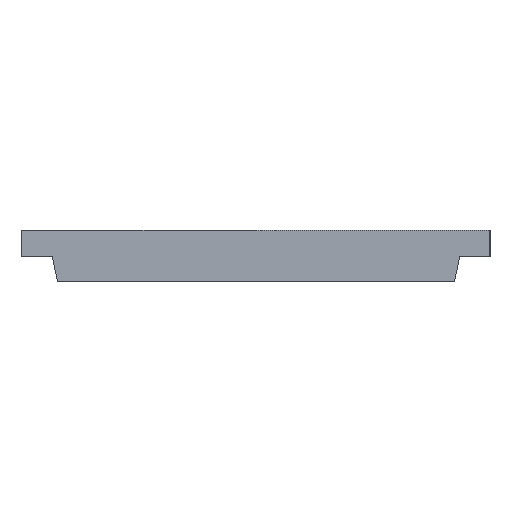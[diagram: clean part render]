
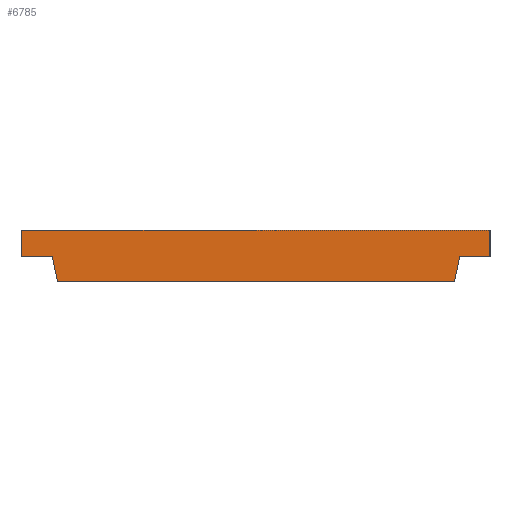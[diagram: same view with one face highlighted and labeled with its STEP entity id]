
A CAD part, left-side view. The second image highlights one B-rep face of the part: STEP entity #6785.
In plain terms, the highlighted free-form (B-spline) face has degree [1, 1] with [2, 2] control points.
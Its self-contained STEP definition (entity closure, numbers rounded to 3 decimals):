
#3197 = VERTEX_POINT('',#3198);
#3198 = CARTESIAN_POINT('',(0.,-66.077,169.604));
#3203 = EDGE_CURVE('',#3197,#3204,#3206,.T.);
#3204 = VERTEX_POINT('',#3205);
#3205 = CARTESIAN_POINT('',(0.,66.077,169.604));
#3206 = B_SPLINE_CURVE_WITH_KNOTS('',1,(#3207,#3208),.UNSPECIFIED.,.F.,
  .F.,(2,2),(0.,152.721),.PIECEWISE_BEZIER_KNOTS.);
#3207 = CARTESIAN_POINT('',(0.,-66.077,169.604));
#3208 = CARTESIAN_POINT('',(0.,66.077,169.604));
#6467 = VERTEX_POINT('',#6468);
#6468 = CARTESIAN_POINT('',(0.,77.879,186.91));
#6473 = EDGE_CURVE('',#6467,#6474,#6476,.T.);
#6474 = VERTEX_POINT('',#6475);
#6475 = CARTESIAN_POINT('',(0.,-77.879,186.91));
#6476 = B_SPLINE_CURVE_WITH_KNOTS('',1,(#6477,#6478),.UNSPECIFIED.,.F.,
  .F.,(2,2),(0.,180.),.PIECEWISE_BEZIER_KNOTS.);
#6477 = CARTESIAN_POINT('',(0.,77.879,186.91));
#6478 = CARTESIAN_POINT('',(0.,-77.879,186.91));
#6645 = EDGE_CURVE('',#6474,#6646,#6648,.T.);
#6646 = VERTEX_POINT('',#6647);
#6647 = CARTESIAN_POINT('',(0.,-77.879,178.257));
#6648 = B_SPLINE_CURVE_WITH_KNOTS('',1,(#6649,#6650),.UNSPECIFIED.,.F.,
  .F.,(2,2),(0.,10.),.PIECEWISE_BEZIER_KNOTS.);
#6649 = CARTESIAN_POINT('',(0.,-77.879,186.91));
#6650 = CARTESIAN_POINT('',(0.,-77.879,178.257));
#6673 = EDGE_CURVE('',#6646,#6674,#6676,.T.);
#6674 = VERTEX_POINT('',#6675);
#6675 = CARTESIAN_POINT('',(0.,-67.807,178.257));
#6676 = B_SPLINE_CURVE_WITH_KNOTS('',1,(#6677,#6678),.UNSPECIFIED.,.F.,
  .F.,(2,2),(0.,11.64),.PIECEWISE_BEZIER_KNOTS.);
#6677 = CARTESIAN_POINT('',(0.,-77.879,178.257));
#6678 = CARTESIAN_POINT('',(0.,-67.807,178.257));
#6699 = EDGE_CURVE('',#6674,#3197,#6700,.T.);
#6700 = B_SPLINE_CURVE_WITH_KNOTS('',1,(#6701,#6702),.UNSPECIFIED.,.F.,
  .F.,(2,2),(0.,10.198),.PIECEWISE_BEZIER_KNOTS.);
#6701 = CARTESIAN_POINT('',(0.,-67.807,178.257));
#6702 = CARTESIAN_POINT('',(0.,-66.077,169.604));
#6721 = EDGE_CURVE('',#3204,#6722,#6724,.T.);
#6722 = VERTEX_POINT('',#6723);
#6723 = CARTESIAN_POINT('',(0.,67.807,178.257));
#6724 = B_SPLINE_CURVE_WITH_KNOTS('',1,(#6725,#6726),.UNSPECIFIED.,.F.,
  .F.,(2,2),(0.,10.198),.PIECEWISE_BEZIER_KNOTS.);
#6725 = CARTESIAN_POINT('',(0.,66.077,169.604));
#6726 = CARTESIAN_POINT('',(0.,67.807,178.257));
#6749 = EDGE_CURVE('',#6722,#6750,#6752,.T.);
#6750 = VERTEX_POINT('',#6751);
#6751 = CARTESIAN_POINT('',(0.,77.879,178.257));
#6752 = B_SPLINE_CURVE_WITH_KNOTS('',1,(#6753,#6754),.UNSPECIFIED.,.F.,
  .F.,(2,2),(0.,11.64),.PIECEWISE_BEZIER_KNOTS.);
#6753 = CARTESIAN_POINT('',(0.,67.807,178.257));
#6754 = CARTESIAN_POINT('',(0.,77.879,178.257));
#6775 = EDGE_CURVE('',#6750,#6467,#6776,.T.);
#6776 = B_SPLINE_CURVE_WITH_KNOTS('',1,(#6777,#6778),.UNSPECIFIED.,.F.,
  .F.,(2,2),(0.,10.),.PIECEWISE_BEZIER_KNOTS.);
#6777 = CARTESIAN_POINT('',(0.,77.879,178.257));
#6778 = CARTESIAN_POINT('',(0.,77.879,186.91));
#6785 = ADVANCED_FACE('',(#6786),#6796,.F.);
#6786 = FACE_BOUND('',#6787,.T.);
#6787 = EDGE_LOOP('',(#6788,#6789,#6790,#6791,#6792,#6793,#6794,#6795));
#6788 = ORIENTED_EDGE('',*,*,#6645,.F.);
#6789 = ORIENTED_EDGE('',*,*,#6473,.F.);
#6790 = ORIENTED_EDGE('',*,*,#6775,.F.);
#6791 = ORIENTED_EDGE('',*,*,#6749,.F.);
#6792 = ORIENTED_EDGE('',*,*,#6721,.F.);
#6793 = ORIENTED_EDGE('',*,*,#3203,.F.);
#6794 = ORIENTED_EDGE('',*,*,#6699,.F.);
#6795 = ORIENTED_EDGE('',*,*,#6673,.F.);
#6796 = B_SPLINE_SURFACE_WITH_KNOTS('',1,1,(
    (#6797,#6798)
    ,(#6799,#6800
  )),.UNSPECIFIED.,.F.,.F.,.F.,(2,2),(2,2),(-162.,-142.),(-90.,90.),
  .PIECEWISE_BEZIER_KNOTS.);
#6797 = CARTESIAN_POINT('',(0.,-77.879,186.91));
#6798 = CARTESIAN_POINT('',(0.,77.879,186.91));
#6799 = CARTESIAN_POINT('',(0.,-77.879,169.604));
#6800 = CARTESIAN_POINT('',(0.,77.879,169.604));
